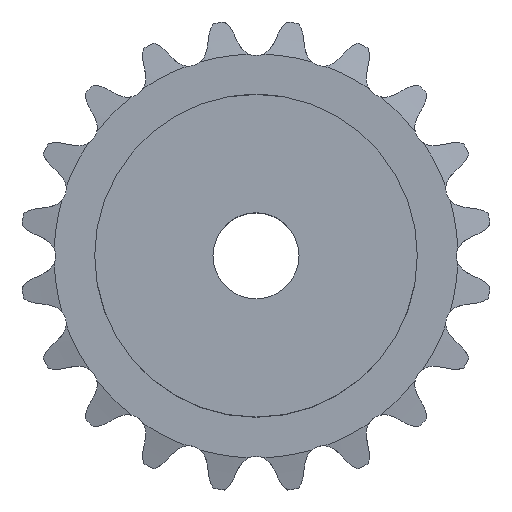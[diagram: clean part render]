
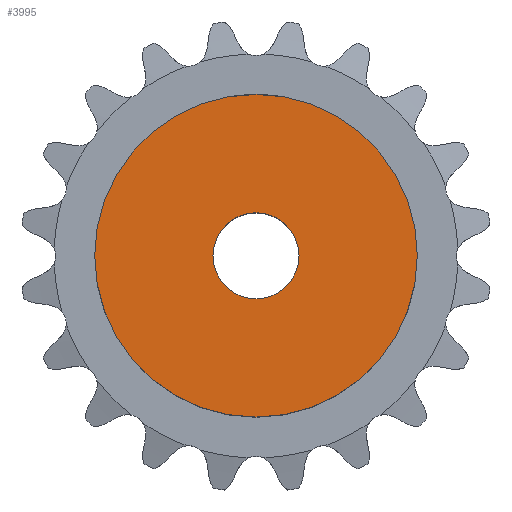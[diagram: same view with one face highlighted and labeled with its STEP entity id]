
A CAD part, top view. The second image highlights one B-rep face of the part: STEP entity #3995.
In plain terms, the highlighted planar face has unit normal (0, 0, 1).
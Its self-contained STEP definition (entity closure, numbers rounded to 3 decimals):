
#645 = CARTESIAN_POINT ( 'NONE',  ( 4., 0., 13.603 ) ) ;
#738 = ORIENTED_EDGE ( 'NONE', *, *, #6631, .F. ) ;
#912 = EDGE_CURVE ( 'NONE', #7673, #6281, #5492, .T. ) ;
#1038 = DIRECTION ( 'NONE',  ( 0., 0., -1. ) ) ;
#1193 = EDGE_LOOP ( 'NONE', ( #738, #5658 ) ) ;
#1858 = AXIS2_PLACEMENT_3D ( 'NONE', #6961, #3399, #7569 ) ;
#2183 = AXIS2_PLACEMENT_3D ( 'NONE', #4191, #2414, #6606 ) ;
#2267 = DIRECTION ( 'NONE',  ( 0., 0., -1. ) ) ;
#2284 = EDGE_LOOP ( 'NONE', ( #3097, #4407 ) ) ;
#2414 = DIRECTION ( 'NONE',  ( 0., 0., -1. ) ) ;
#2500 = CARTESIAN_POINT ( 'NONE',  ( 0., 0., 13.603 ) ) ;
#2552 = VERTEX_POINT ( 'NONE', #645 ) ;
#2720 = VERTEX_POINT ( 'NONE', #3154 ) ;
#2778 = FACE_BOUND ( 'NONE', #1193, .T. ) ;
#3097 = ORIENTED_EDGE ( 'NONE', *, *, #912, .F. ) ;
#3111 = DIRECTION ( 'NONE',  ( 1., 0., 0. ) ) ;
#3154 = CARTESIAN_POINT ( 'NONE',  ( -4., 0., 13.603 ) ) ;
#3321 = EDGE_CURVE ( 'NONE', #2720, #2552, #7168, .T. ) ;
#3399 = DIRECTION ( 'NONE',  ( 0., 0., 1. ) ) ;
#3860 = EDGE_CURVE ( 'NONE', #6281, #7673, #7538, .T. ) ;
#3995 = ADVANCED_FACE ( 'NONE', ( #2778, #7159 ), #6017, .F. ) ;
#4191 = CARTESIAN_POINT ( 'NONE',  ( 0., 0., 13.603 ) ) ;
#4319 = CARTESIAN_POINT ( 'NONE',  ( 15., 0., 13.603 ) ) ;
#4407 = ORIENTED_EDGE ( 'NONE', *, *, #3860, .F. ) ;
#4532 = CARTESIAN_POINT ( 'NONE',  ( -15., 0., 13.603 ) ) ;
#4631 = CARTESIAN_POINT ( 'NONE',  ( 0., 0., 13.603 ) ) ;
#5241 = DIRECTION ( 'NONE',  ( -1., 0., 0. ) ) ;
#5492 = CIRCLE ( 'NONE', #6638, 15. ) ;
#5658 = ORIENTED_EDGE ( 'NONE', *, *, #3321, .F. ) ;
#5862 = CARTESIAN_POINT ( 'NONE',  ( 0., 0., 13.603 ) ) ;
#6017 = PLANE ( 'NONE',  #2183 ) ;
#6281 = VERTEX_POINT ( 'NONE', #4319 ) ;
#6470 = DIRECTION ( 'NONE',  ( -1., 0., 0. ) ) ;
#6606 = DIRECTION ( 'NONE',  ( -1., 0., 0. ) ) ;
#6631 = EDGE_CURVE ( 'NONE', #2552, #2720, #7716, .T. ) ;
#6638 = AXIS2_PLACEMENT_3D ( 'NONE', #5862, #2267, #6470 ) ;
#6684 = DIRECTION ( 'NONE',  ( 0., 0., 1. ) ) ;
#6961 = CARTESIAN_POINT ( 'NONE',  ( 0., 0., 13.603 ) ) ;
#7138 = AXIS2_PLACEMENT_3D ( 'NONE', #4631, #1038, #5241 ) ;
#7159 = FACE_OUTER_BOUND ( 'NONE', #2284, .T. ) ;
#7168 = CIRCLE ( 'NONE', #7427, 4. ) ;
#7427 = AXIS2_PLACEMENT_3D ( 'NONE', #2500, #6684, #3111 ) ;
#7538 = CIRCLE ( 'NONE', #7138, 15. ) ;
#7569 = DIRECTION ( 'NONE',  ( 1., 0., 0. ) ) ;
#7673 = VERTEX_POINT ( 'NONE', #4532 ) ;
#7716 = CIRCLE ( 'NONE', #1858, 4. ) ;
